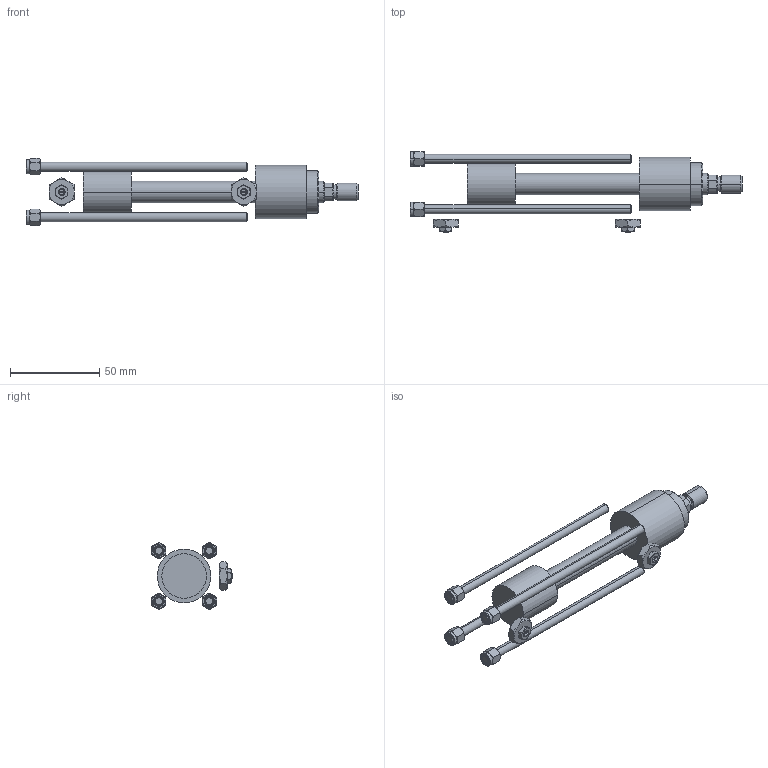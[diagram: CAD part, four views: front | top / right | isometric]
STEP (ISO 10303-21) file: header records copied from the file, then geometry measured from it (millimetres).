
FILE_DESCRIPTION (( 'STEP AP203' ), '1' );
FILE_NAME ('5f0d.STEP', '2022-04-14T21:13:09', ( '' ), ( '' ), 'SwSTEP 2.0', 'SolidWorks 2019', '' );
FILE_SCHEMA (( 'CONFIG_CONTROL_DESIGN' ));
Length unit declared in the file: millimetre
Products named in the file (8): V215_VC_A b7f7e5216352627565a004aca55a3c8f; V215CR_VCP_C b7f7e5216352627565a004aca55a3c8f; NUT_M5_C b7f7e5216352627565a004aca55a3c8f; ROD_END_AH b7f7e5216352627565a004aca55a3c8f; Zatka_pro_OIL_PORT b7f7e5216352627565a004aca55a3c8f; V215CR_C_TYCINKA b7f7e5216352627565a004aca55a3c8f; 5f0d; V215CR_C_Body b7f7e5216352627565a004aca55a3c8f
Assembly tree (14 placements, depth 2):
  5f0d
    V215CR_C_Body b7f7e5216352627565a004aca55a3c8f
    V215CR_VCP_C b7f7e5216352627565a004aca55a3c8f
    NUT_M5_C b7f7e5216352627565a004aca55a3c8f  x4
    V215CR_C_TYCINKA b7f7e5216352627565a004aca55a3c8f  x4
    V215_VC_A b7f7e5216352627565a004aca55a3c8f
    ROD_END_AH b7f7e5216352627565a004aca55a3c8f
    Zatka_pro_OIL_PORT b7f7e5216352627565a004aca55a3c8f  x2
Bounding box: 186 x 45.15 x 37.54 mm (x, y, z)
Volume: 58018.6 mm3; surface area: 24851.9 mm2
Topology: 13 solids, 13 shells, 313 faces, 660 edges, 385 vertices
Faces by surface type: cone 144, plane 109, cylinder 50, torus 10
Entity records: 52756 total; most frequent: CARTESIAN_POINT 27753, ORIENTED_EDGE 5580, DIRECTION 3652, EDGE_CURVE 2790, VERTEX_POINT 1819, VECTOR 1648, LINE 1648, EDGE_LOOP 1241
